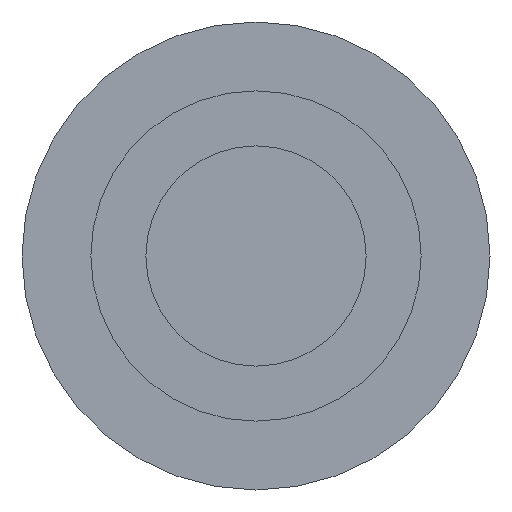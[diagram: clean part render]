
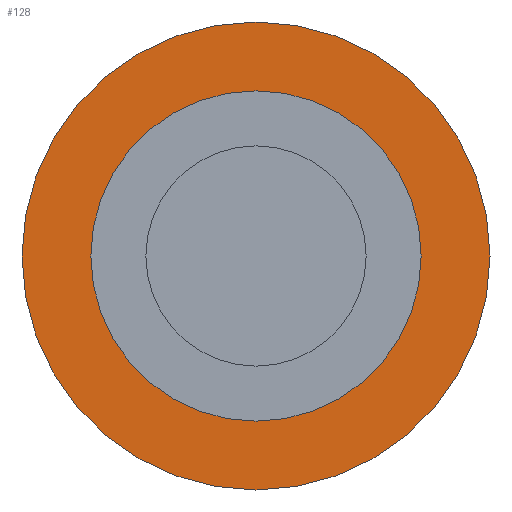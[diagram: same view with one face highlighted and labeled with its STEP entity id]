
A CAD part, left-side view. The second image highlights one B-rep face of the part: STEP entity #128.
In plain terms, the highlighted planar face has unit normal (-1, 0, 0).
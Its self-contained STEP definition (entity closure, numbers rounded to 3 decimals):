
#15 = DIRECTION ( 'NONE',  ( 0., 0., -1. ) ) ;
#22 = DIRECTION ( 'NONE',  ( 1., 0., 0. ) ) ;
#31 = EDGE_CURVE ( 'NONE', #265, #161, #207, .T. ) ;
#50 = CARTESIAN_POINT ( 'NONE',  ( -12.168, 0., 0. ) ) ;
#64 = DIRECTION ( 'NONE',  ( -1., 0., 0. ) ) ;
#128 = ADVANCED_FACE ( 'NONE', ( #354, #177 ), #131, .F. ) ;
#131 = PLANE ( 'NONE',  #474 ) ;
#134 = AXIS2_PLACEMENT_3D ( 'NONE', #467, #470, #202 ) ;
#150 = ORIENTED_EDGE ( 'NONE', *, *, #244, .F. ) ;
#161 = VERTEX_POINT ( 'NONE', #268 ) ;
#177 = FACE_OUTER_BOUND ( 'NONE', #452, .T. ) ;
#179 = CARTESIAN_POINT ( 'NONE',  ( -12.168, 20.132, -17. ) ) ;
#182 = AXIS2_PLACEMENT_3D ( 'NONE', #351, #64, #471 ) ;
#200 = DIRECTION ( 'NONE',  ( 0., 0., 1. ) ) ;
#202 = DIRECTION ( 'NONE',  ( 0., 0., 1. ) ) ;
#206 = CARTESIAN_POINT ( 'NONE',  ( -12.168, 20.132, 12. ) ) ;
#207 = CIRCLE ( 'NONE', #464, 12. ) ;
#208 = EDGE_CURVE ( 'NONE', #322, #301, #276, .T. ) ;
#226 = CIRCLE ( 'NONE', #182, 17. ) ;
#236 = EDGE_CURVE ( 'NONE', #301, #322, #226, .T. ) ;
#239 = DIRECTION ( 'NONE',  ( 0., 0., 1. ) ) ;
#244 = EDGE_CURVE ( 'NONE', #161, #265, #323, .T. ) ;
#265 = VERTEX_POINT ( 'NONE', #206 ) ;
#268 = CARTESIAN_POINT ( 'NONE',  ( -12.168, 20.132, -12. ) ) ;
#276 = CIRCLE ( 'NONE', #332, 17. ) ;
#277 = DIRECTION ( 'NONE',  ( -1., 0., 0. ) ) ;
#285 = CARTESIAN_POINT ( 'NONE',  ( -12.168, 20.132, 17. ) ) ;
#295 = ORIENTED_EDGE ( 'NONE', *, *, #208, .T. ) ;
#301 = VERTEX_POINT ( 'NONE', #285 ) ;
#322 = VERTEX_POINT ( 'NONE', #179 ) ;
#323 = CIRCLE ( 'NONE', #134, 12. ) ;
#332 = AXIS2_PLACEMENT_3D ( 'NONE', #358, #277, #239 ) ;
#351 = CARTESIAN_POINT ( 'NONE',  ( -12.168, 20.132, 0. ) ) ;
#354 = FACE_BOUND ( 'NONE', #417, .T. ) ;
#358 = CARTESIAN_POINT ( 'NONE',  ( -12.168, 20.132, 0. ) ) ;
#411 = DIRECTION ( 'NONE',  ( -1., 0., 0. ) ) ;
#417 = EDGE_LOOP ( 'NONE', ( #453, #150 ) ) ;
#421 = CARTESIAN_POINT ( 'NONE',  ( -12.168, 20.132, 0. ) ) ;
#444 = ORIENTED_EDGE ( 'NONE', *, *, #236, .T. ) ;
#452 = EDGE_LOOP ( 'NONE', ( #444, #295 ) ) ;
#453 = ORIENTED_EDGE ( 'NONE', *, *, #31, .F. ) ;
#464 = AXIS2_PLACEMENT_3D ( 'NONE', #421, #411, #200 ) ;
#467 = CARTESIAN_POINT ( 'NONE',  ( -12.168, 20.132, 0. ) ) ;
#470 = DIRECTION ( 'NONE',  ( -1., 0., 0. ) ) ;
#471 = DIRECTION ( 'NONE',  ( 0., 0., 1. ) ) ;
#474 = AXIS2_PLACEMENT_3D ( 'NONE', #50, #22, #15 ) ;
